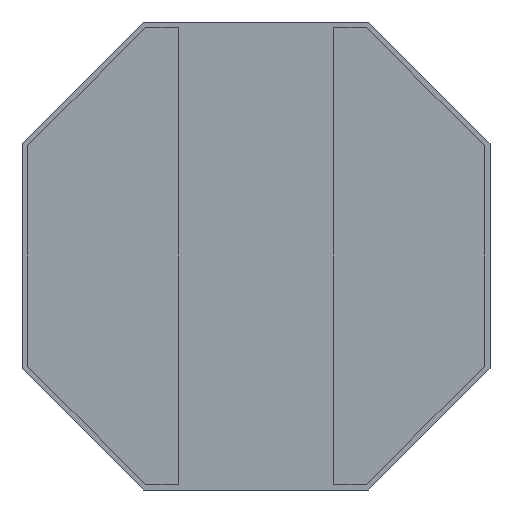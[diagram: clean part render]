
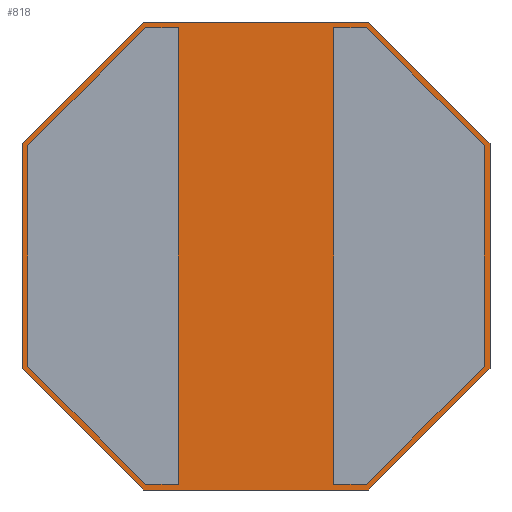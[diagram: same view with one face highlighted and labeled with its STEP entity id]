
A CAD part, front view. The second image highlights one B-rep face of the part: STEP entity #818.
In plain terms, the highlighted planar face has unit normal (0, -1, 0).
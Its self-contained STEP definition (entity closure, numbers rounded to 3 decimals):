
#39=FACE_BOUND('',#121,.T.);
#40=FACE_BOUND('',#122,.T.);
#76=FACE_OUTER_BOUND('',#120,.T.);
#120=EDGE_LOOP('',(#693,#694,#695,#696,#697,#698,#699,#700));
#121=EDGE_LOOP('',(#701,#702,#703,#704,#705,#706));
#122=EDGE_LOOP('',(#707,#708,#709,#710,#711,#712));
#170=LINE('',#1171,#278);
#176=LINE('',#1182,#284);
#178=LINE('',#1186,#286);
#179=LINE('',#1189,#287);
#184=LINE('',#1198,#292);
#185=LINE('',#1201,#293);
#190=LINE('',#1210,#298);
#191=LINE('',#1212,#299);
#192=LINE('',#1216,#300);
#196=LINE('',#1224,#304);
#199=LINE('',#1230,#307);
#202=LINE('',#1236,#310);
#205=LINE('',#1242,#313);
#208=LINE('',#1247,#316);
#210=LINE('',#1253,#318);
#214=LINE('',#1261,#322);
#217=LINE('',#1267,#325);
#220=LINE('',#1273,#328);
#223=LINE('',#1279,#331);
#226=LINE('',#1284,#334);
#278=VECTOR('',#955,10.);
#284=VECTOR('',#965,10.);
#286=VECTOR('',#969,10.);
#287=VECTOR('',#972,10.);
#292=VECTOR('',#981,10.);
#293=VECTOR('',#984,10.);
#298=VECTOR('',#993,10.);
#299=VECTOR('',#996,10.);
#300=VECTOR('',#999,10.);
#304=VECTOR('',#1005,10.);
#307=VECTOR('',#1010,10.);
#310=VECTOR('',#1015,10.);
#313=VECTOR('',#1020,10.);
#316=VECTOR('',#1025,10.);
#318=VECTOR('',#1031,10.);
#322=VECTOR('',#1037,10.);
#325=VECTOR('',#1042,10.);
#328=VECTOR('',#1047,10.);
#331=VECTOR('',#1052,10.);
#334=VECTOR('',#1057,10.);
#377=VERTEX_POINT('',#1168);
#378=VERTEX_POINT('',#1170);
#381=VERTEX_POINT('',#1180);
#382=VERTEX_POINT('',#1184);
#383=VERTEX_POINT('',#1188);
#385=VERTEX_POINT('',#1196);
#386=VERTEX_POINT('',#1200);
#388=VERTEX_POINT('',#1208);
#389=VERTEX_POINT('',#1214);
#390=VERTEX_POINT('',#1215);
#393=VERTEX_POINT('',#1223);
#395=VERTEX_POINT('',#1229);
#397=VERTEX_POINT('',#1235);
#399=VERTEX_POINT('',#1241);
#401=VERTEX_POINT('',#1251);
#402=VERTEX_POINT('',#1252);
#405=VERTEX_POINT('',#1260);
#407=VERTEX_POINT('',#1266);
#409=VERTEX_POINT('',#1272);
#411=VERTEX_POINT('',#1278);
#458=EDGE_CURVE('',#377,#378,#170,.T.);
#464=EDGE_CURVE('',#381,#377,#176,.T.);
#466=EDGE_CURVE('',#382,#381,#178,.T.);
#467=EDGE_CURVE('',#378,#383,#179,.T.);
#472=EDGE_CURVE('',#385,#382,#184,.T.);
#473=EDGE_CURVE('',#383,#386,#185,.T.);
#478=EDGE_CURVE('',#388,#385,#190,.T.);
#479=EDGE_CURVE('',#386,#388,#191,.T.);
#480=EDGE_CURVE('',#389,#390,#192,.T.);
#484=EDGE_CURVE('',#390,#393,#196,.T.);
#487=EDGE_CURVE('',#393,#395,#199,.T.);
#490=EDGE_CURVE('',#395,#397,#202,.T.);
#493=EDGE_CURVE('',#397,#399,#205,.T.);
#496=EDGE_CURVE('',#399,#389,#208,.T.);
#498=EDGE_CURVE('',#401,#402,#210,.T.);
#502=EDGE_CURVE('',#402,#405,#214,.T.);
#505=EDGE_CURVE('',#405,#407,#217,.T.);
#508=EDGE_CURVE('',#407,#409,#220,.T.);
#511=EDGE_CURVE('',#409,#411,#223,.T.);
#514=EDGE_CURVE('',#411,#401,#226,.T.);
#693=ORIENTED_EDGE('',*,*,#466,.F.);
#694=ORIENTED_EDGE('',*,*,#472,.F.);
#695=ORIENTED_EDGE('',*,*,#478,.F.);
#696=ORIENTED_EDGE('',*,*,#479,.F.);
#697=ORIENTED_EDGE('',*,*,#473,.F.);
#698=ORIENTED_EDGE('',*,*,#467,.F.);
#699=ORIENTED_EDGE('',*,*,#458,.F.);
#700=ORIENTED_EDGE('',*,*,#464,.F.);
#701=ORIENTED_EDGE('',*,*,#480,.T.);
#702=ORIENTED_EDGE('',*,*,#484,.T.);
#703=ORIENTED_EDGE('',*,*,#487,.T.);
#704=ORIENTED_EDGE('',*,*,#490,.T.);
#705=ORIENTED_EDGE('',*,*,#493,.T.);
#706=ORIENTED_EDGE('',*,*,#496,.T.);
#707=ORIENTED_EDGE('',*,*,#498,.T.);
#708=ORIENTED_EDGE('',*,*,#502,.T.);
#709=ORIENTED_EDGE('',*,*,#505,.T.);
#710=ORIENTED_EDGE('',*,*,#508,.T.);
#711=ORIENTED_EDGE('',*,*,#511,.T.);
#712=ORIENTED_EDGE('',*,*,#514,.T.);
#776=PLANE('',#883);
#818=ADVANCED_FACE('',(#76,#39,#40),#776,.F.);
#883=AXIS2_PLACEMENT_3D('',#1287,#1061,#1062);
#955=DIRECTION('',(-1.,0.,0.));
#965=DIRECTION('',(-0.707,0.,-0.707));
#969=DIRECTION('',(0.,0.,-1.));
#972=DIRECTION('',(-0.707,0.,0.707));
#981=DIRECTION('',(0.707,0.,-0.707));
#984=DIRECTION('',(0.,0.,1.));
#993=DIRECTION('',(1.,0.,0.));
#996=DIRECTION('',(0.707,0.,0.707));
#999=DIRECTION('',(-0.707,0.,-0.707));
#1005=DIRECTION('',(-1.,0.,0.));
#1010=DIRECTION('',(0.,0.,1.));
#1015=DIRECTION('',(1.,0.,0.));
#1020=DIRECTION('',(0.707,0.,-0.707));
#1025=DIRECTION('',(0.,0.,-1.));
#1031=DIRECTION('',(0.707,0.,0.707));
#1037=DIRECTION('',(1.,0.,0.));
#1042=DIRECTION('',(0.,0.,-1.));
#1047=DIRECTION('',(-1.,0.,0.));
#1052=DIRECTION('',(-0.707,0.,0.707));
#1057=DIRECTION('',(0.,0.,1.));
#1061=DIRECTION('center_axis',(0.,1.,0.));
#1062=DIRECTION('ref_axis',(0.,0.,1.));
#1168=CARTESIAN_POINT('',(2.,0.35,-4.15));
#1170=CARTESIAN_POINT('',(-2.,0.35,-4.15));
#1171=CARTESIAN_POINT('',(1.,0.35,-4.15));
#1180=CARTESIAN_POINT('',(4.15,0.35,-2.));
#1182=CARTESIAN_POINT('',(3.613,0.35,-2.538));
#1184=CARTESIAN_POINT('',(4.15,0.35,2.));
#1186=CARTESIAN_POINT('',(4.15,0.35,1.));
#1188=CARTESIAN_POINT('',(-4.15,0.35,-2.));
#1189=CARTESIAN_POINT('',(-2.538,0.35,-3.613));
#1196=CARTESIAN_POINT('',(2.,0.35,4.15));
#1198=CARTESIAN_POINT('',(2.538,0.35,3.613));
#1200=CARTESIAN_POINT('',(-4.15,0.35,2.));
#1201=CARTESIAN_POINT('',(-4.15,0.35,-1.));
#1208=CARTESIAN_POINT('',(-2.,0.35,4.15));
#1210=CARTESIAN_POINT('',(-1.,0.35,4.15));
#1212=CARTESIAN_POINT('',(-3.613,0.35,2.538));
#1214=CARTESIAN_POINT('',(4.05,0.35,-1.959));
#1215=CARTESIAN_POINT('',(1.959,0.35,-4.05));
#1216=CARTESIAN_POINT('',(2.481,0.35,-3.527));
#1223=CARTESIAN_POINT('',(1.375,0.35,-4.05));
#1224=CARTESIAN_POINT('',(0.688,0.35,-4.05));
#1229=CARTESIAN_POINT('',(1.375,0.35,4.05));
#1230=CARTESIAN_POINT('',(1.375,0.35,2.025));
#1235=CARTESIAN_POINT('',(1.959,0.35,4.05));
#1236=CARTESIAN_POINT('',(0.979,0.35,4.05));
#1241=CARTESIAN_POINT('',(4.05,0.35,1.959));
#1242=CARTESIAN_POINT('',(3.527,0.35,2.481));
#1247=CARTESIAN_POINT('',(4.05,0.35,-0.979));
#1251=CARTESIAN_POINT('',(-4.05,0.35,1.959));
#1252=CARTESIAN_POINT('',(-1.959,0.35,4.05));
#1253=CARTESIAN_POINT('',(-2.481,0.35,3.527));
#1260=CARTESIAN_POINT('',(-1.375,0.35,4.05));
#1261=CARTESIAN_POINT('',(-0.688,0.35,4.05));
#1266=CARTESIAN_POINT('',(-1.375,0.35,-4.05));
#1267=CARTESIAN_POINT('',(-1.375,0.35,-2.025));
#1272=CARTESIAN_POINT('',(-1.959,0.35,-4.05));
#1273=CARTESIAN_POINT('',(-0.979,0.35,-4.05));
#1278=CARTESIAN_POINT('',(-4.05,0.35,-1.959));
#1279=CARTESIAN_POINT('',(-3.527,0.35,-2.481));
#1284=CARTESIAN_POINT('',(-4.05,0.35,0.979));
#1287=CARTESIAN_POINT('Origin',(0.,0.35,0.));
